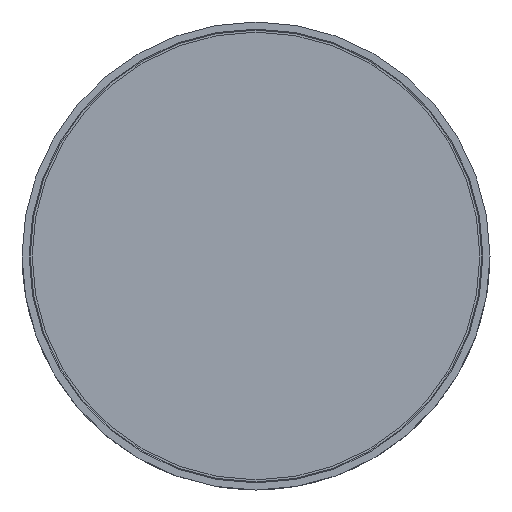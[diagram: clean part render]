
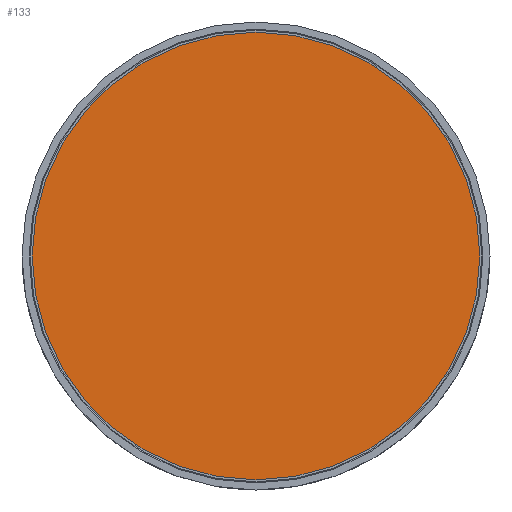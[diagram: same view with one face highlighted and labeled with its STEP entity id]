
A CAD part, front view. The second image highlights one B-rep face of the part: STEP entity #133.
In plain terms, the highlighted planar face has unit normal (0, -1, 0).
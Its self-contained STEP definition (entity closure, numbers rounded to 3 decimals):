
#133 = ADVANCED_FACE ( 'NONE', ( #3872 ), #9675, .T. ) ;
#416 = EDGE_CURVE ( 'NONE', #13797, #13802, #12509, .T. ) ;
#1506 = EDGE_CURVE ( 'NONE', #13802, #13797, #16155, .T. ) ;
#2104 = AXIS2_PLACEMENT_3D ( 'NONE', #9695, #9696, #9697 ) ;
#3872 = FACE_OUTER_BOUND ( 'NONE', #13249, .T. ) ;
#8312 = CARTESIAN_POINT ( 'NONE',  ( 0., -5., 0. ) ) ;
#8313 = DIRECTION ( 'NONE',  ( 0., 1., 0. ) ) ;
#8314 = DIRECTION ( 'NONE',  ( -1., 0., 0. ) ) ;
#9675 = PLANE ( 'NONE',  #2104 ) ;
#9695 = CARTESIAN_POINT ( 'NONE',  ( -110., -5., 0. ) ) ;
#9696 = DIRECTION ( 'NONE',  ( 0., -1., 0. ) ) ;
#9697 = DIRECTION ( 'NONE',  ( 1., 0., 0. ) ) ;
#12509 = CIRCLE ( 'NONE', #13882, 110. ) ;
#12938 = ORIENTED_EDGE ( 'NONE', *, *, #416, .F. ) ;
#12939 = ORIENTED_EDGE ( 'NONE', *, *, #1506, .F. ) ;
#13249 = EDGE_LOOP ( 'NONE', ( #12938, #12939 ) ) ;
#13797 = VERTEX_POINT ( 'NONE', #17059 ) ;
#13802 = VERTEX_POINT ( 'NONE', #17062 ) ;
#13882 = AXIS2_PLACEMENT_3D ( 'NONE', #14919, #14920, #14921 ) ;
#13929 = AXIS2_PLACEMENT_3D ( 'NONE', #8312, #8313, #8314 ) ;
#14919 = CARTESIAN_POINT ( 'NONE',  ( 0., -5., 0. ) ) ;
#14920 = DIRECTION ( 'NONE',  ( 0., 1., 0. ) ) ;
#14921 = DIRECTION ( 'NONE',  ( -1., 0., 0. ) ) ;
#16155 = CIRCLE ( 'NONE', #13929, 110. ) ;
#17059 = CARTESIAN_POINT ( 'NONE',  ( -110., -5., 0. ) ) ;
#17062 = CARTESIAN_POINT ( 'NONE',  ( 110., -5., 0. ) ) ;
